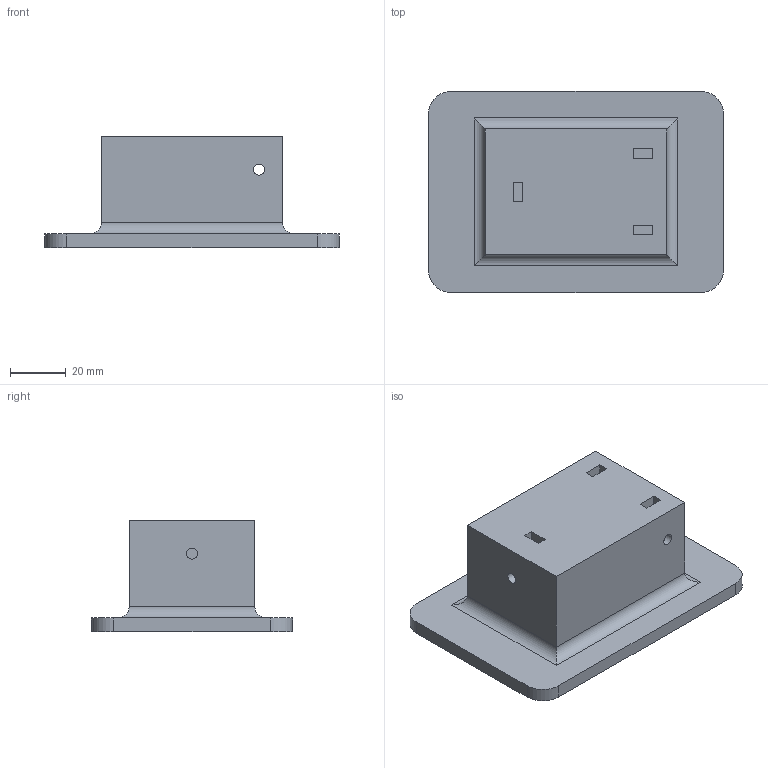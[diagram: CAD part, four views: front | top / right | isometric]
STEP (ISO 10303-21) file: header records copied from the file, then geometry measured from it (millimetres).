
FILE_DESCRIPTION(('FreeCAD Model'),'2;1');
FILE_NAME( 'Platform.step', '2015-03-17T17:45:26',('FreeCAD'),('FreeCAD'), 'Open CASCADE STEP processor 6.5','FreeCAD','Unknown');
FILE_SCHEMA(('AUTOMOTIVE_DESIGN_CC2 { 1 2 10303 214 -1 1 5 4 }'));
Length unit declared in the file: millimetre
Products named in the file (1): Platform
Bounding box: 105.6 x 72 x 40 mm (x, y, z)
Volume: 138868.2 mm3; surface area: 25909.8 mm2
Topology: 1 solids, 1 shells, 40 faces, 102 edges, 69 vertices
Faces by surface type: plane 27, cylinder 13
Full cylindrical faces by diameter (mm): 4 x5
Entity records: 2659 total; most frequent: CARTESIAN_POINT 536, DIRECTION 400, LINE 244, VECTOR 244, ORIENTED_EDGE 204, PCURVE 204, DEFINITIONAL_REPRESENTATION 204, EDGE_CURVE 102
